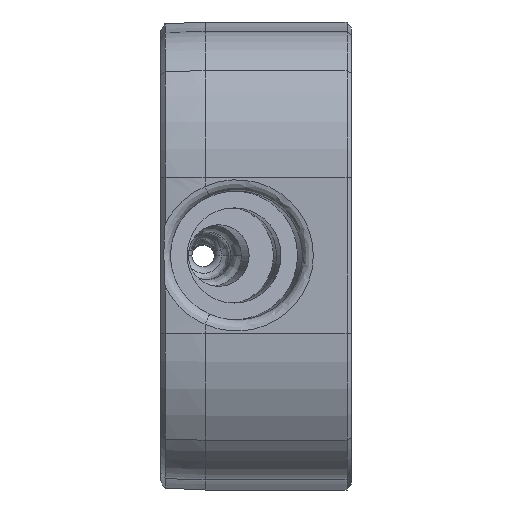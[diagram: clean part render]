
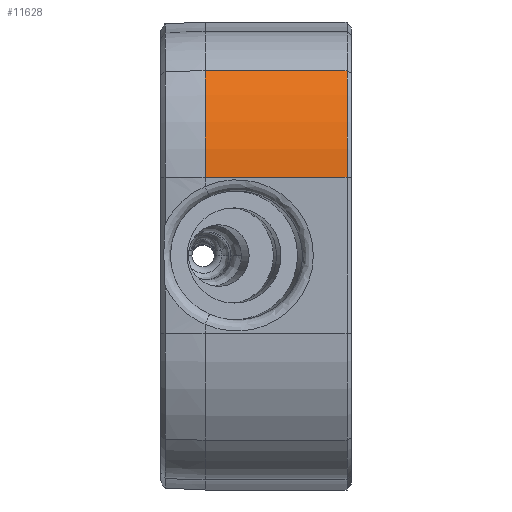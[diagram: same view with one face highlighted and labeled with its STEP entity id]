
A CAD part, top view. The second image highlights one B-rep face of the part: STEP entity #11628.
In plain terms, the highlighted cylindrical face has radius 17 mm (diameter 34 mm), a partial arc.
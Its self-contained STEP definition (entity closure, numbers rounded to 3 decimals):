
#1130=LINE('',#24968,#1912);
#1191=LINE('',#25359,#1973);
#1912=VECTOR('',#15217,1000.);
#1973=VECTOR('',#15404,1000.);
#2267=CYLINDRICAL_SURFACE('',#12753,17.);
#2718=FACE_OUTER_BOUND('',#3406,.T.);
#3406=EDGE_LOOP('',(#10058,#10059,#10060,#10061));
#4124=CIRCLE('',#12754,17.);
#4125=CIRCLE('',#12755,17.);
#4710=VERTEX_POINT('',#16929);
#5555=VERTEX_POINT('',#24966);
#5644=VERTEX_POINT('',#25357);
#5645=VERTEX_POINT('',#25358);
#7099=EDGE_CURVE('',#4710,#5555,#1130,.T.);
#7215=EDGE_CURVE('',#5644,#5645,#1191,.T.);
#7218=EDGE_CURVE('',#5555,#5645,#4124,.T.);
#7219=EDGE_CURVE('',#5644,#4710,#4125,.T.);
#10058=ORIENTED_EDGE('',*,*,#7099,.T.);
#10059=ORIENTED_EDGE('',*,*,#7218,.T.);
#10060=ORIENTED_EDGE('',*,*,#7215,.F.);
#10061=ORIENTED_EDGE('',*,*,#7219,.T.);
#11628=ADVANCED_FACE('',(#2718),#2267,.T.);
#12753=AXIS2_PLACEMENT_3D('',#25362,#15409,#15410);
#12754=AXIS2_PLACEMENT_3D('',#25363,#15411,#15412);
#12755=AXIS2_PLACEMENT_3D('',#25364,#15413,#15414);
#15217=DIRECTION('',(1.,0.,0.));
#15404=DIRECTION('',(1.,0.,0.));
#15409=DIRECTION('center_axis',(1.,0.,0.));
#15410=DIRECTION('ref_axis',(0.,1.,0.));
#15411=DIRECTION('center_axis',(-1.,0.,0.));
#15412=DIRECTION('ref_axis',(0.,0.,
1.));
#15413=DIRECTION('center_axis',(1.,0.,0.));
#15414=DIRECTION('ref_axis',(0.,-1.,0.));
#16929=CARTESIAN_POINT('',(0.178,6.958,74.65));
#24966=CARTESIAN_POINT('',(12.85,6.958,74.65));
#24968=CARTESIAN_POINT('',(-20.04,6.958,74.65));
#25357=CARTESIAN_POINT('',(0.178,16.481,71.732));
#25358=CARTESIAN_POINT('',(12.85,16.481,71.732));
#25359=CARTESIAN_POINT('',(-20.04,16.481,71.732));
#25362=CARTESIAN_POINT('Origin',(-20.04,6.958,57.65));
#25363=CARTESIAN_POINT('Origin',(12.85,6.958,57.65));
#25364=CARTESIAN_POINT('Origin',(0.178,6.958,57.65));
